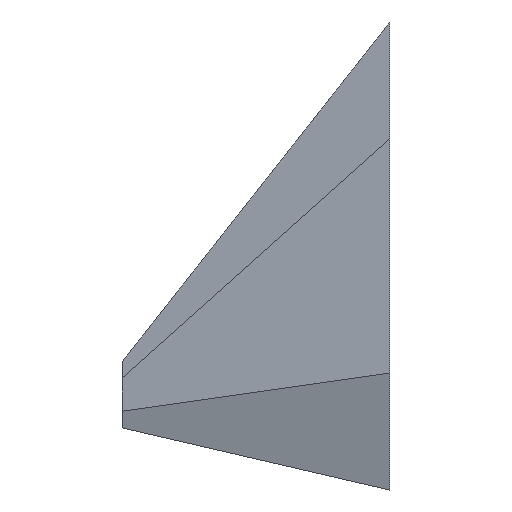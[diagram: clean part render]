
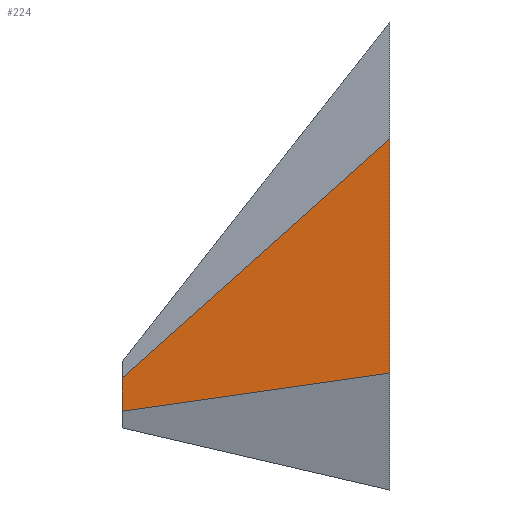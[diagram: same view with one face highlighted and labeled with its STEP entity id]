
A CAD part, left-side view. The second image highlights one B-rep face of the part: STEP entity #224.
In plain terms, the highlighted planar face has unit normal (-0.995, 0.1, 0).
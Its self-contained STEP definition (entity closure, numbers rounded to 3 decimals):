
#21=PLANE('',#263);
#39=FACE_OUTER_BOUND('',#52,.T.);
#52=EDGE_LOOP('',(#195,#196,#197,#198));
#67=LINE('',#397,#89);
#69=LINE('',#403,#91);
#75=LINE('',#413,#97);
#76=LINE('',#415,#98);
#89=VECTOR('',#297,10.);
#91=VECTOR('',#301,10.);
#97=VECTOR('',#309,10.);
#98=VECTOR('',#312,10.);
#115=VERTEX_POINT('',#387);
#119=VERTEX_POINT('',#395);
#121=VERTEX_POINT('',#400);
#122=VERTEX_POINT('',#402);
#143=EDGE_CURVE('',#115,#119,#67,.T.);
#145=EDGE_CURVE('',#121,#122,#69,.T.);
#151=EDGE_CURVE('',#121,#115,#75,.T.);
#152=EDGE_CURVE('',#122,#119,#76,.T.);
#195=ORIENTED_EDGE('',*,*,#145,.F.);
#196=ORIENTED_EDGE('',*,*,#151,.T.);
#197=ORIENTED_EDGE('',*,*,#143,.T.);
#198=ORIENTED_EDGE('',*,*,#152,.F.);
#224=ADVANCED_FACE('',(#39),#21,.F.);
#263=AXIS2_PLACEMENT_3D('',#414,#310,#311);
#297=DIRECTION('',(0.,0.,1.));
#301=DIRECTION('',(0.,0.,1.));
#309=DIRECTION('',(-0.099,-0.985,0.141));
#310=DIRECTION('center_axis',(0.995,-0.1,0.));
#311=DIRECTION('ref_axis',(0.,0.,-1.));
#312=DIRECTION('',(-0.075,-0.744,0.664));
#387=CARTESIAN_POINT('',(-9.378,0.,-105.));
#395=CARTESIAN_POINT('',(-9.378,0.,-35.));
#397=CARTESIAN_POINT('',(-9.378,0.,-35.));
#400=CARTESIAN_POINT('',(-1.34,80.,-116.442));
#402=CARTESIAN_POINT('',(-1.34,80.,-106.442));
#403=CARTESIAN_POINT('',(-1.34,80.,-116.442));
#413=CARTESIAN_POINT('',(-1.34,80.,-116.442));
#414=CARTESIAN_POINT('Origin',(-1.34,80.,-116.442));
#415=CARTESIAN_POINT('',(-1.34,80.,-106.442));
